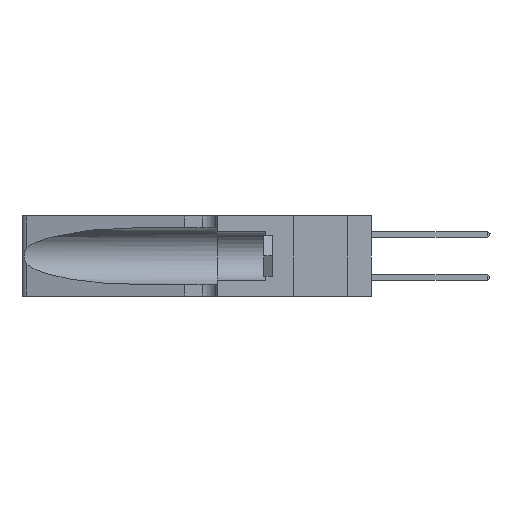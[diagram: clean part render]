
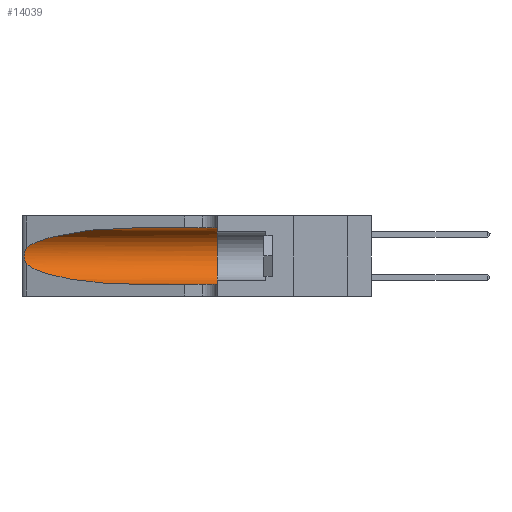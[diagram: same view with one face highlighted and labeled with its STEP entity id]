
A CAD part, left-side view. The second image highlights one B-rep face of the part: STEP entity #14039.
In plain terms, the highlighted cylindrical face has radius 3.308 mm (diameter 6.617 mm), a partial arc.
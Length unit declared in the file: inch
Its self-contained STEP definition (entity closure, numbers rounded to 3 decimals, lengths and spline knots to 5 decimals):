
#557 = AXIS2_PLACEMENT_3D ( 'NONE', #44175, #3218, #17668 ) ;
#1534 = CARTESIAN_POINT ( 'NONE',  ( 0.26075, 1.23896, 0.19203 ) ) ;
#2508 = CARTESIAN_POINT ( 'NONE',  ( 0.1305, 0.35, 0.31525 ) ) ;
#3218 = DIRECTION ( 'NONE',  ( 0., 1., 0. ) ) ;
#3318 = CARTESIAN_POINT ( 'NONE',  ( 0.1305, 1.61858, 0.31525 ) ) ;
#3359 = EDGE_CURVE ( 'NONE', #38607, #40893, #3998, .T. ) ;
#3644 = FACE_OUTER_BOUND ( 'NONE', #17488, .T. ) ;
#3998 = CIRCLE ( 'NONE', #557, 0.13025 ) ;
#4160 = CARTESIAN_POINT ( 'NONE',  ( 0.25639, 1.23184, 0.21858 ) ) ;
#4466 = CARTESIAN_POINT ( 'NONE',  ( 0.25787, 1.23484, 0.2124 ) ) ;
#4845 = CARTESIAN_POINT ( 'NONE',  ( 0.1305, 0.72297, 0.05475 ) ) ;
#4934 = CARTESIAN_POINT ( 'NONE',  ( 0.26075, 1.23896, 0.178 ) ) ;
#5087 = CARTESIAN_POINT ( 'NONE',  ( 0.25856, 1.23593, 0.16098 ) ) ;
#5487 = CARTESIAN_POINT ( 'NONE',  ( 0.1305, 0.72297, 0.31525 ) ) ;
#7735 = LINE ( 'NONE', #3318, #28455 ) ;
#7985 = EDGE_CURVE ( 'NONE', #38084, #36921, #42582, .T. ) ;
#8215 = VERTEX_POINT ( 'NONE', #5487 ) ;
#8305 = ORIENTED_EDGE ( 'NONE', *, *, #20302, .T. ) ;
#8908 = ORIENTED_EDGE ( 'NONE', *, *, #30456, .T. ) ;
#8911 =( BOUNDED_CURVE ( )  B_SPLINE_CURVE ( 3, ( #19957, #26922, #16468, #23431 ),
 .UNSPECIFIED., .F., .F. ) 
 B_SPLINE_CURVE_WITH_KNOTS ( ( 4, 4 ),
 ( 1.5708, 2.84003 ),
 .UNSPECIFIED. ) 
 CURVE ( )  GEOMETRIC_REPRESENTATION_ITEM ( )  RATIONAL_B_SPLINE_CURVE ( ( 1., 0.87, 0.87, 1. ) ) 
 REPRESENTATION_ITEM ( '' )  );
#9351 = CARTESIAN_POINT ( 'NONE',  ( 0.25639, 1.23186, 0.15144 ) ) ;
#9734 = VECTOR ( 'NONE', #24584, 39.37008 ) ;
#11034 = CARTESIAN_POINT ( 'NONE',  ( 0.1305, 0.72297, 0.05475 ) ) ;
#11681 = CARTESIAN_POINT ( 'NONE',  ( 0.18966, 0.96281, 0.05475 ) ) ;
#13655 =( BOUNDED_CURVE ( )  B_SPLINE_CURVE ( 3, ( #22782, #25824, #11681, #4845 ),
 .UNSPECIFIED., .F., .T. ) 
 B_SPLINE_CURVE_WITH_KNOTS ( ( 4, 4 ),
 ( 3.44316, 4.71239 ),
 .UNSPECIFIED. ) 
 CURVE ( )  GEOMETRIC_REPRESENTATION_ITEM ( )  RATIONAL_B_SPLINE_CURVE ( ( 1., 0.87, 0.87, 1. ) ) 
 REPRESENTATION_ITEM ( '' )  );
#14039 = ADVANCED_FACE ( 'NONE', ( #3644 ), #15646, .F. ) ;
#14355 = CARTESIAN_POINT ( 'NONE',  ( 0.1305, 1.61858, 0.185 ) ) ;
#14506 = CARTESIAN_POINT ( 'NONE',  ( 0.25487, 1.22718, 0.14631 ) ) ;
#14988 = CARTESIAN_POINT ( 'NONE',  ( 0.25854, 1.2359, 0.20912 ) ) ;
#15579 = VERTEX_POINT ( 'NONE', #11034 ) ;
#15646 = CYLINDRICAL_SURFACE ( 'NONE', #33691, 0.13025 ) ;
#16468 = CARTESIAN_POINT ( 'NONE',  ( 0.2373, 1.15595, 0.28018 ) ) ;
#17463 = DIRECTION ( 'NONE',  ( 0., -1., 0. ) ) ;
#17488 = EDGE_LOOP ( 'NONE', ( #8908, #34019, #8305, #26432, #26787, #28749 ) ) ;
#17668 = DIRECTION ( 'NONE',  ( 0., 0., 1. ) ) ;
#19957 = CARTESIAN_POINT ( 'NONE',  ( 0.1305, 0.72297, 0.31525 ) ) ;
#20302 = EDGE_CURVE ( 'NONE', #36921, #15579, #13655, .T. ) ;
#21232 = EDGE_CURVE ( 'NONE', #8215, #38607, #7735, .T. ) ;
#21496 = CARTESIAN_POINT ( 'NONE',  ( 0.25555, 1.22994, 0.2215 ) ) ;
#21527 = CARTESIAN_POINT ( 'NONE',  ( 0.1305, 0.35, 0.05475 ) ) ;
#21753 = DIRECTION ( 'NONE',  ( 0., -1., 0. ) ) ;
#22782 = CARTESIAN_POINT ( 'NONE',  ( 0.25487, 1.22718, 0.14631 ) ) ;
#23431 = CARTESIAN_POINT ( 'NONE',  ( 0.25487, 1.22718, 0.22369 ) ) ;
#24584 = DIRECTION ( 'NONE',  ( 0., -1., 0. ) ) ;
#25824 = CARTESIAN_POINT ( 'NONE',  ( 0.2373, 1.15595, 0.08982 ) ) ;
#26071 = CARTESIAN_POINT ( 'NONE',  ( 0.25789, 1.23486, 0.15765 ) ) ;
#26432 = ORIENTED_EDGE ( 'NONE', *, *, #40965, .T. ) ;
#26787 = ORIENTED_EDGE ( 'NONE', *, *, #3359, .F. ) ;
#26922 = CARTESIAN_POINT ( 'NONE',  ( 0.18966, 0.96281, 0.31525 ) ) ;
#27133 = LINE ( 'NONE', #38545, #9734 ) ;
#28455 = VECTOR ( 'NONE', #17463, 39.37008 ) ;
#28749 = ORIENTED_EDGE ( 'NONE', *, *, #21232, .F. ) ;
#29131 = CARTESIAN_POINT ( 'NONE',  ( 0.26018, 1.23835, 0.19895 ) ) ;
#30456 = EDGE_CURVE ( 'NONE', #8215, #38084, #8911, .T. ) ;
#32740 = CARTESIAN_POINT ( 'NONE',  ( 0.26017, 1.23833, 0.17102 ) ) ;
#33691 = AXIS2_PLACEMENT_3D ( 'NONE', #14355, #21753, #38620 ) ;
#34019 = ORIENTED_EDGE ( 'NONE', *, *, #7985, .T. ) ;
#34769 = CARTESIAN_POINT ( 'NONE',  ( 0.25487, 1.22718, 0.22369 ) ) ;
#36921 = VERTEX_POINT ( 'NONE', #14506 ) ;
#37952 = CARTESIAN_POINT ( 'NONE',  ( 0.25487, 1.22718, 0.22369 ) ) ;
#38084 = VERTEX_POINT ( 'NONE', #37952 ) ;
#38545 = CARTESIAN_POINT ( 'NONE',  ( 0.1305, 1.61858, 0.05475 ) ) ;
#38607 = VERTEX_POINT ( 'NONE', #2508 ) ;
#38620 = DIRECTION ( 'NONE',  ( 0., 0., -1. ) ) ;
#40080 = CARTESIAN_POINT ( 'NONE',  ( 0.25487, 1.22718, 0.14631 ) ) ;
#40670 = CARTESIAN_POINT ( 'NONE',  ( 0.25555, 1.22993, 0.14849 ) ) ;
#40893 = VERTEX_POINT ( 'NONE', #21527 ) ;
#40965 = EDGE_CURVE ( 'NONE', #15579, #40893, #27133, .T. ) ;
#42582 = B_SPLINE_CURVE_WITH_KNOTS ( 'NONE', 3,
 ( #34769, #21496, #4160, #4466, #14988, #29131, #1534, #4934, #32740, #5087, #26071, #9351, #40670, #40080 ),
 .UNSPECIFIED., .F., .F.,
 ( 4, 2, 2, 2, 2, 2, 4 ),
 ( 0., 0.00027, 0.00053, 0.00107, 0.0016, 0.00187, 0.00214 ),
 .UNSPECIFIED. ) ;
#44175 = CARTESIAN_POINT ( 'NONE',  ( 0.1305, 0.35, 0.185 ) ) ;
